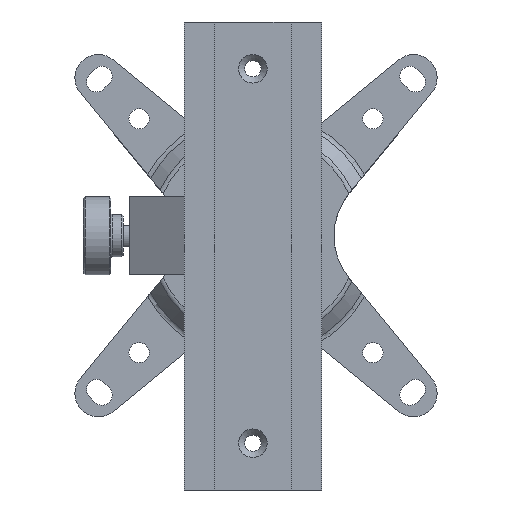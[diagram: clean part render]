
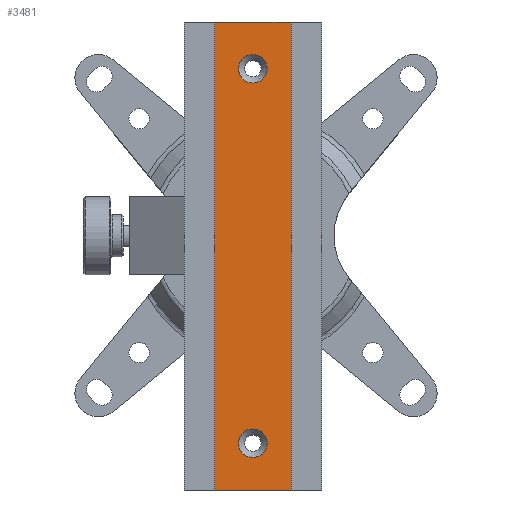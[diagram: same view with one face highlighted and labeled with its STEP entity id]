
A CAD part, front view. The second image highlights one B-rep face of the part: STEP entity #3481.
In plain terms, the highlighted planar face has unit normal (0, -1, 0).
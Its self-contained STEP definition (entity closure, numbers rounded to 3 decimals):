
#278=FACE_BOUND('',#610,.T.);
#279=FACE_BOUND('',#611,.T.);
#326=PLANE('',#3829);
#414=FACE_OUTER_BOUND('',#609,.T.);
#609=EDGE_LOOP('',(#2445,#2446,#2447,#2448));
#610=EDGE_LOOP('',(#2449,#2450));
#611=EDGE_LOOP('',(#2451,#2452));
#851=LINE('',#5407,#1066);
#863=LINE('',#5430,#1078);
#864=LINE('',#5433,#1079);
#865=LINE('',#5434,#1080);
#1066=VECTOR('',#4320,10.);
#1078=VECTOR('',#4334,10.);
#1079=VECTOR('',#4337,10.);
#1080=VECTOR('',#4338,10.);
#1268=CIRCLE('',#3808,4.575);
#1269=CIRCLE('',#3809,4.575);
#1272=CIRCLE('',#3813,4.575);
#1273=CIRCLE('',#3814,4.575);
#1498=VERTEX_POINT('',#5361);
#1499=VERTEX_POINT('',#5362);
#1502=VERTEX_POINT('',#5371);
#1503=VERTEX_POINT('',#5372);
#1514=VERTEX_POINT('',#5404);
#1515=VERTEX_POINT('',#5406);
#1525=VERTEX_POINT('',#5428);
#1526=VERTEX_POINT('',#5432);
#1861=EDGE_CURVE('',#1498,#1499,#1268,.T.);
#1862=EDGE_CURVE('',#1499,#1498,#1269,.T.);
#1866=EDGE_CURVE('',#1502,#1503,#1272,.T.);
#1867=EDGE_CURVE('',#1503,#1502,#1273,.T.);
#1883=EDGE_CURVE('',#1514,#1515,#851,.T.);
#1895=EDGE_CURVE('',#1525,#1514,#863,.T.);
#1896=EDGE_CURVE('',#1526,#1525,#864,.T.);
#1897=EDGE_CURVE('',#1526,#1515,#865,.T.);
#2445=ORIENTED_EDGE('',*,*,#1895,.F.);
#2446=ORIENTED_EDGE('',*,*,#1896,.F.);
#2447=ORIENTED_EDGE('',*,*,#1897,.T.);
#2448=ORIENTED_EDGE('',*,*,#1883,.F.);
#2449=ORIENTED_EDGE('',*,*,#1861,.T.);
#2450=ORIENTED_EDGE('',*,*,#1862,.T.);
#2451=ORIENTED_EDGE('',*,*,#1866,.T.);
#2452=ORIENTED_EDGE('',*,*,#1867,.T.);
#3481=ADVANCED_FACE('',(#414,#278,#279),#326,.T.);
#3808=AXIS2_PLACEMENT_3D('',#5363,#4272,#4273);
#3809=AXIS2_PLACEMENT_3D('',#5364,#4274,#4275);
#3813=AXIS2_PLACEMENT_3D('',#5373,#4283,#4284);
#3814=AXIS2_PLACEMENT_3D('',#5374,#4285,#4286);
#3829=AXIS2_PLACEMENT_3D('',#5431,#4335,#4336);
#4272=DIRECTION('center_axis',(0.,1.,0.));
#4273=DIRECTION('ref_axis',(1.,0.,0.));
#4274=DIRECTION('center_axis',(0.,1.,0.));
#4275=DIRECTION('ref_axis',(1.,0.,0.));
#4283=DIRECTION('center_axis',(0.,1.,0.));
#4284=DIRECTION('ref_axis',(1.,0.,0.));
#4285=DIRECTION('center_axis',(0.,1.,0.));
#4286=DIRECTION('ref_axis',(1.,0.,0.));
#4320=DIRECTION('',(-1.,0.,0.));
#4334=DIRECTION('',(0.,0.,-1.));
#4335=DIRECTION('center_axis',(0.,-1.,0.));
#4336=DIRECTION('ref_axis',(1.,0.,0.));
#4337=DIRECTION('',(1.,0.,0.));
#4338=DIRECTION('',(0.,0.,-1.));
#5361=CARTESIAN_POINT('',(-17.425,1.,-60.));
#5362=CARTESIAN_POINT('',(-26.575,1.,-60.));
#5363=CARTESIAN_POINT('Origin',(-22.,1.,-60.));
#5364=CARTESIAN_POINT('Origin',(-22.,1.,-60.));
#5371=CARTESIAN_POINT('',(-17.425,1.,60.));
#5372=CARTESIAN_POINT('',(-26.575,1.,60.));
#5373=CARTESIAN_POINT('Origin',(-22.,1.,60.));
#5374=CARTESIAN_POINT('Origin',(-22.,1.,60.));
#5404=CARTESIAN_POINT('',(-9.75,1.,-75.));
#5406=CARTESIAN_POINT('',(-34.25,1.,-75.));
#5407=CARTESIAN_POINT('',(-9.75,1.,-75.));
#5428=CARTESIAN_POINT('',(-9.75,1.,75.));
#5430=CARTESIAN_POINT('',(-9.75,1.,0.));
#5431=CARTESIAN_POINT('Origin',(-34.25,1.,0.));
#5432=CARTESIAN_POINT('',(-34.25,1.,75.));
#5433=CARTESIAN_POINT('',(-9.75,1.,75.));
#5434=CARTESIAN_POINT('',(-34.25,1.,0.));
